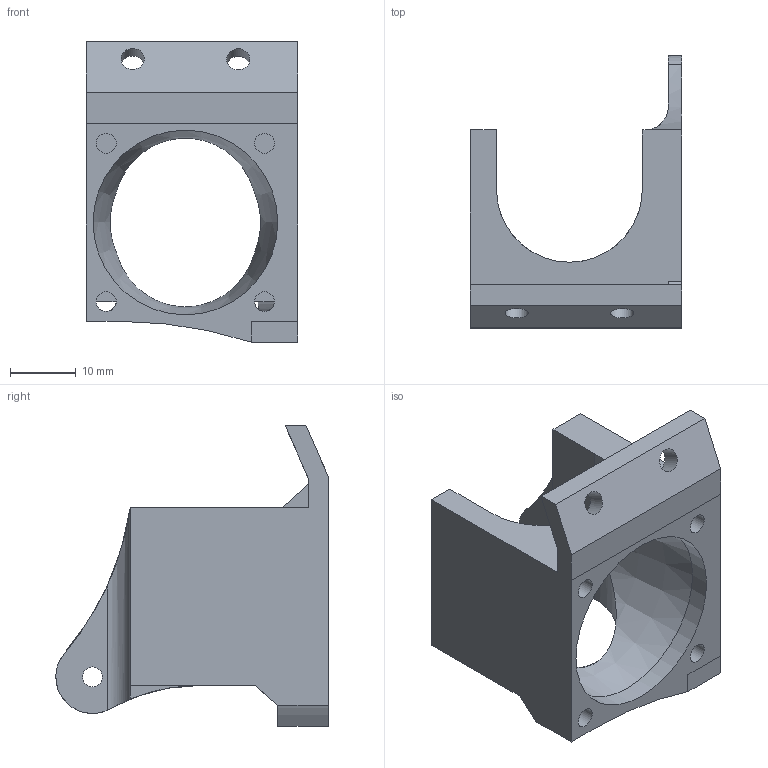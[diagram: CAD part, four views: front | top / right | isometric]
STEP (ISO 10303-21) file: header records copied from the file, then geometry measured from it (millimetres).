
FILE_DESCRIPTION(/* description */ (''),/* implementation_level */ '2;1');
FILE_NAME(/* name */ 'Fan Mount.step',/* time_stamp */ '2018-04-17T21:25:02-04:00',/* author */ ('scottziv'),/* organization */ (''),/* preprocessor_version */ 'ST-DEVELOPER v16.13',/* originating_system */ 'Autodesk Translation Framework v6.5.0.72',/* authorisation */ '');
FILE_SCHEMA (('AUTOMOTIVE_DESIGN { 1 0 10303 214 3 1 1 }'));
Length unit declared in the file: millimetre
Products named in the file (2): Dc Extruder; Cooling Fan Mount
Assembly tree (1 placements, depth 2):
  Dc Extruder
    Cooling Fan Mount
Bounding box: 32 x 41.29 x 45.57 mm (x, y, z)
Volume: 11115.6 mm3; surface area: 7339.5 mm2
Topology: 1 solids, 1 shells, 48 faces, 132 edges, 85 vertices
Faces by surface type: plane 30, cylinder 16, bspline 1, cone 1
Full cylindrical faces by diameter (mm): 3 x5, 3.5 x2, 28 x1
Entity records: 1710 total; most frequent: CARTESIAN_POINT 406, ORIENTED_EDGE 264, DIRECTION 252, EDGE_CURVE 132, LINE 86, VECTOR 86, VERTEX_POINT 85, AXIS2_PLACEMENT_3D 83
